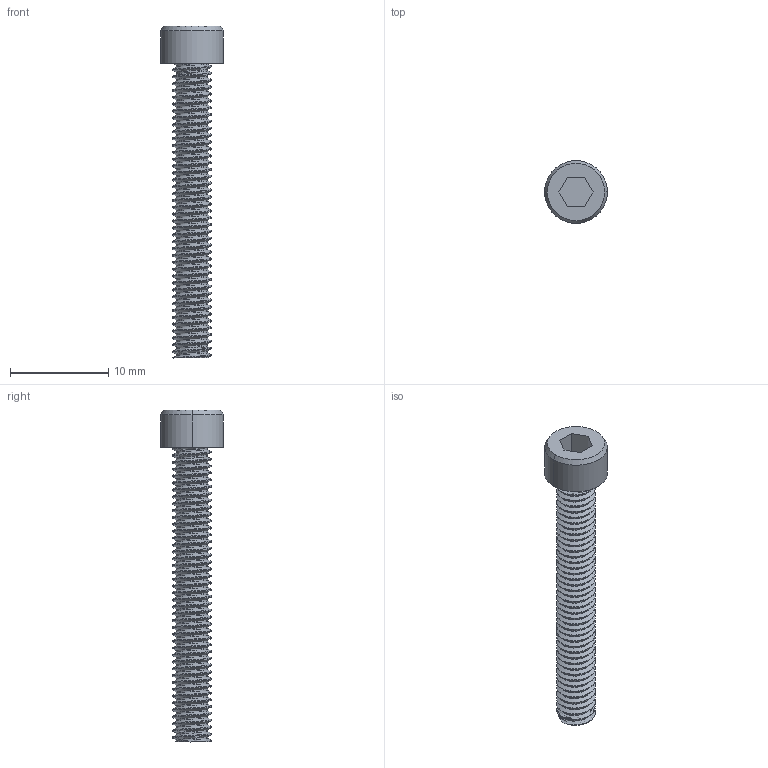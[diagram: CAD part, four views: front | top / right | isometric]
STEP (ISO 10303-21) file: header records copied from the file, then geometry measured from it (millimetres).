
FILE_DESCRIPTION (( 'STEP AP214' ), '1' );
FILE_NAME ('Bolt M4x30.STEP', '2022-02-11T12:50:28', ( '' ), ( '' ), 'SwSTEP 2.0', 'SolidWorks 2016', '' );
FILE_SCHEMA (( 'AUTOMOTIVE_DESIGN' ));
Length unit declared in the file: millimetre
Products named in the file (2): Bolt M4x30
Bounding box: 6.4 x 6.4 x 33.8 mm (x, y, z)
Volume: 396.1 mm3; surface area: 707.1 mm2
Topology: 1 solids, 1 shells, 105 faces, 302 edges, 201 vertices
Faces by surface type: cylinder 90, plane 10, bspline 3, cone 2
Entity records: 8211 total; most frequent: CARTESIAN_POINT 5949, ORIENTED_EDGE 604, DIRECTION 337, EDGE_CURVE 302, VERTEX_POINT 201, AXIS2_PLACEMENT_3D 114, VECTOR 109, LINE 109
